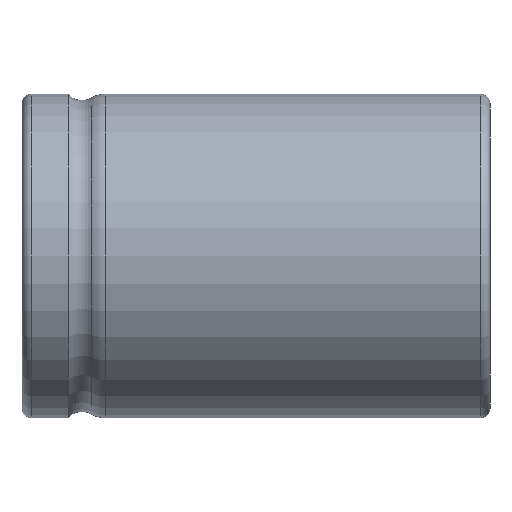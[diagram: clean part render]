
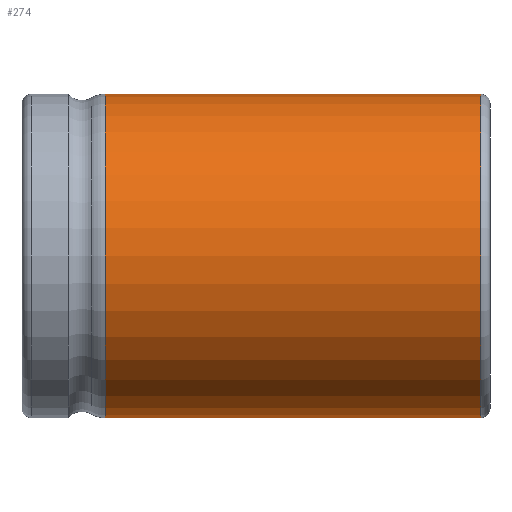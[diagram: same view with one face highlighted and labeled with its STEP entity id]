
A CAD part, front view. The second image highlights one B-rep face of the part: STEP entity #274.
In plain terms, the highlighted cylindrical face has radius 17.575 mm (diameter 35.15 mm), a full revolution.
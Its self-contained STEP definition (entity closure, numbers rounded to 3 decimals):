
#40=FACE_OUTER_BOUND('',#59,.T.);
#59=EDGE_LOOP('',(#215,#216,#217,#218,#219,#220,#221,#222));
#69=LINE('',#512,#75);
#75=VECTOR('',#427,17.575);
#92=CIRCLE('',#326,17.575);
#93=CIRCLE('',#327,17.575);
#98=CIRCLE('',#332,17.575);
#99=CIRCLE('',#334,17.575);
#100=CIRCLE('',#335,17.575);
#101=CIRCLE('',#336,17.575);
#121=VERTEX_POINT('',#493);
#122=VERTEX_POINT('',#494);
#123=VERTEX_POINT('',#496);
#127=VERTEX_POINT('',#507);
#128=VERTEX_POINT('',#508);
#129=VERTEX_POINT('',#510);
#153=EDGE_CURVE('',#121,#122,#92,.T.);
#154=EDGE_CURVE('',#122,#123,#93,.T.);
#159=EDGE_CURVE('',#123,#121,#98,.T.);
#160=EDGE_CURVE('',#127,#128,#99,.T.);
#161=EDGE_CURVE('',#129,#127,#100,.T.);
#162=EDGE_CURVE('',#129,#122,#69,.T.);
#163=EDGE_CURVE('',#128,#129,#101,.T.);
#215=ORIENTED_EDGE('',*,*,#160,.F.);
#216=ORIENTED_EDGE('',*,*,#161,.F.);
#217=ORIENTED_EDGE('',*,*,#162,.T.);
#218=ORIENTED_EDGE('',*,*,#153,.F.);
#219=ORIENTED_EDGE('',*,*,#159,.F.);
#220=ORIENTED_EDGE('',*,*,#154,.F.);
#221=ORIENTED_EDGE('',*,*,#162,.F.);
#222=ORIENTED_EDGE('',*,*,#163,.F.);
#245=CYLINDRICAL_SURFACE('',#333,17.575);
#274=ADVANCED_FACE('',(#40),#245,.T.);
#326=AXIS2_PLACEMENT_3D('',#495,#407,#408);
#327=AXIS2_PLACEMENT_3D('',#497,#409,#410);
#332=AXIS2_PLACEMENT_3D('',#505,#419,#420);
#333=AXIS2_PLACEMENT_3D('',#506,#421,#422);
#334=AXIS2_PLACEMENT_3D('',#509,#423,#424);
#335=AXIS2_PLACEMENT_3D('',#511,#425,#426);
#336=AXIS2_PLACEMENT_3D('',#513,#428,#429);
#407=DIRECTION('center_axis',(-1.,0.,0.));
#408=DIRECTION('ref_axis',(0.,-1.,0.));
#409=DIRECTION('center_axis',(-1.,0.,0.));
#410=DIRECTION('ref_axis',(0.,-1.,0.));
#419=DIRECTION('center_axis',(-1.,0.,0.));
#420=DIRECTION('ref_axis',(0.,-1.,0.));
#421=DIRECTION('center_axis',(1.,0.,0.));
#422=DIRECTION('ref_axis',(0.,1.,0.));
#423=DIRECTION('center_axis',(1.,0.,0.));
#424=DIRECTION('ref_axis',(0.,-1.,0.));
#425=DIRECTION('center_axis',(1.,0.,0.));
#426=DIRECTION('ref_axis',(0.,-1.,0.));
#427=DIRECTION('',(-1.,0.,0.));
#428=DIRECTION('center_axis',(1.,0.,0.));
#429=DIRECTION('ref_axis',(0.,-1.,0.));
#493=CARTESIAN_POINT('',(9.013,17.575,0.));
#494=CARTESIAN_POINT('',(9.013,-17.575,0.));
#495=CARTESIAN_POINT('Origin',(9.013,0.,0.));
#496=CARTESIAN_POINT('',(9.013,0.,17.575));
#497=CARTESIAN_POINT('Origin',(9.013,0.,0.));
#505=CARTESIAN_POINT('Origin',(9.013,0.,0.));
#506=CARTESIAN_POINT('Origin',(27.9,0.,0.));
#507=CARTESIAN_POINT('',(49.8,17.575,0.));
#508=CARTESIAN_POINT('',(49.8,0.,17.575));
#509=CARTESIAN_POINT('Origin',(49.8,0.,0.));
#510=CARTESIAN_POINT('',(49.8,-17.575,0.));
#511=CARTESIAN_POINT('Origin',(49.8,0.,0.));
#512=CARTESIAN_POINT('',(27.9,-17.575,0.));
#513=CARTESIAN_POINT('Origin',(49.8,0.,0.));
